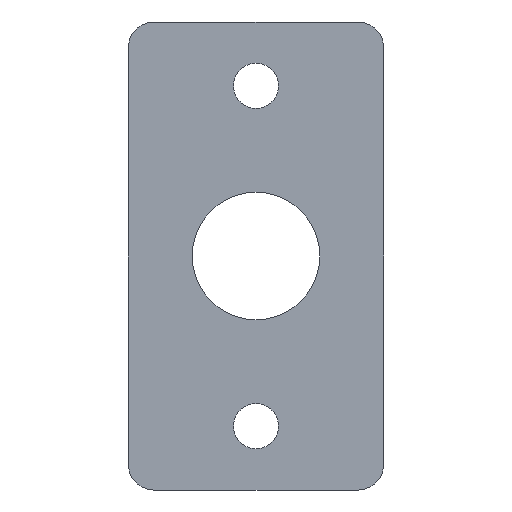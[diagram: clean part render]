
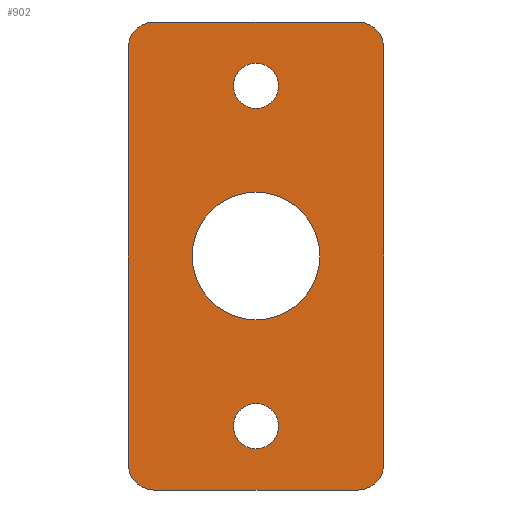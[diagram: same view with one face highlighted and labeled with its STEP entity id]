
A CAD part, front view. The second image highlights one B-rep face of the part: STEP entity #902.
In plain terms, the highlighted planar face has unit normal (0, -1, 0).
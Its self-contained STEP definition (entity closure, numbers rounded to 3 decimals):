
#2 = CIRCLE ( 'NONE', #1039, 2.65 ) ;
#13 = FACE_BOUND ( 'NONE', #395, .T. ) ;
#15 = AXIS2_PLACEMENT_3D ( 'NONE', #752, #1019, #1007 ) ;
#28 = DIRECTION ( 'NONE',  ( 0., 0., -1. ) ) ;
#39 = DIRECTION ( 'NONE',  ( 0., 0., -1. ) ) ;
#57 = CIRCLE ( 'NONE', #74, 7.5 ) ;
#65 = DIRECTION ( 'NONE',  ( 0., 1., 0. ) ) ;
#67 = EDGE_CURVE ( 'NONE', #275, #900, #414, .T. ) ;
#73 = EDGE_LOOP ( 'NONE', ( #1042, #739, #183, #1024, #410, #480, #216, #332 ) ) ;
#74 = AXIS2_PLACEMENT_3D ( 'NONE', #283, #856, #337 ) ;
#77 = VERTEX_POINT ( 'NONE', #541 ) ;
#83 = VERTEX_POINT ( 'NONE', #140 ) ;
#94 = DIRECTION ( 'NONE',  ( 0., 1., 0. ) ) ;
#100 = DIRECTION ( 'NONE',  ( 0., 0., -1. ) ) ;
#101 = VECTOR ( 'NONE', #100, 1000. ) ;
#118 = ORIENTED_EDGE ( 'NONE', *, *, #318, .T. ) ;
#122 = DIRECTION ( 'NONE',  ( 0., -1., 0. ) ) ;
#128 = DIRECTION ( 'NONE',  ( 0., 1., 0. ) ) ;
#136 = EDGE_CURVE ( 'NONE', #160, #83, #935, .T. ) ;
#140 = CARTESIAN_POINT ( 'NONE',  ( -12., 0., -27.5 ) ) ;
#148 = ORIENTED_EDGE ( 'NONE', *, *, #264, .T. ) ;
#153 = CARTESIAN_POINT ( 'NONE',  ( 0., 0., -17.35 ) ) ;
#158 = FACE_OUTER_BOUND ( 'NONE', #73, .T. ) ;
#160 = VERTEX_POINT ( 'NONE', #668 ) ;
#167 = EDGE_CURVE ( 'NONE', #189, #566, #912, .T. ) ;
#183 = ORIENTED_EDGE ( 'NONE', *, *, #167, .F. ) ;
#187 = VECTOR ( 'NONE', #928, 1000. ) ;
#189 = VERTEX_POINT ( 'NONE', #827 ) ;
#191 = EDGE_CURVE ( 'NONE', #891, #446, #466, .T. ) ;
#198 = VECTOR ( 'NONE', #995, 1000. ) ;
#214 = CARTESIAN_POINT ( 'NONE',  ( -15., 0., -27.5 ) ) ;
#216 = ORIENTED_EDGE ( 'NONE', *, *, #428, .F. ) ;
#220 = DIRECTION ( 'NONE',  ( 0., -1., 0. ) ) ;
#245 = CARTESIAN_POINT ( 'NONE',  ( 0., 0., 20. ) ) ;
#247 = EDGE_CURVE ( 'NONE', #77, #714, #57, .T. ) ;
#264 = EDGE_CURVE ( 'NONE', #714, #77, #763, .T. ) ;
#275 = VERTEX_POINT ( 'NONE', #508 ) ;
#283 = CARTESIAN_POINT ( 'NONE',  ( 0., 0., 0. ) ) ;
#284 = DIRECTION ( 'NONE',  ( 0., -1., 0. ) ) ;
#301 = DIRECTION ( 'NONE',  ( 0., 0., -1. ) ) ;
#306 = AXIS2_PLACEMENT_3D ( 'NONE', #522, #128, #28 ) ;
#313 = ORIENTED_EDGE ( 'NONE', *, *, #892, .T. ) ;
#318 = EDGE_CURVE ( 'NONE', #900, #275, #852, .T. ) ;
#321 = CARTESIAN_POINT ( 'NONE',  ( -15., 0., 24.5 ) ) ;
#326 = PLANE ( 'NONE',  #592 ) ;
#327 = AXIS2_PLACEMENT_3D ( 'NONE', #373, #220, #301 ) ;
#331 = AXIS2_PLACEMENT_3D ( 'NONE', #451, #923, #39 ) ;
#332 = ORIENTED_EDGE ( 'NONE', *, *, #136, .T. ) ;
#337 = DIRECTION ( 'NONE',  ( 0., 0., -1. ) ) ;
#338 = ORIENTED_EDGE ( 'NONE', *, *, #67, .T. ) ;
#373 = CARTESIAN_POINT ( 'NONE',  ( -12., 0., -24.5 ) ) ;
#381 = CARTESIAN_POINT ( 'NONE',  ( 0., 0., -20. ) ) ;
#395 = EDGE_LOOP ( 'NONE', ( #118, #338 ) ) ;
#402 = DIRECTION ( 'NONE',  ( 0., 0., -1. ) ) ;
#410 = ORIENTED_EDGE ( 'NONE', *, *, #450, .F. ) ;
#414 = CIRCLE ( 'NONE', #618, 2.65 ) ;
#428 = EDGE_CURVE ( 'NONE', #160, #816, #998, .T. ) ;
#439 = DIRECTION ( 'NONE',  ( 0., 0., -1. ) ) ;
#446 = VERTEX_POINT ( 'NONE', #532 ) ;
#450 = EDGE_CURVE ( 'NONE', #672, #987, #768, .T. ) ;
#451 = CARTESIAN_POINT ( 'NONE',  ( -12., 0., 24.5 ) ) ;
#466 = CIRCLE ( 'NONE', #15, 2.65 ) ;
#474 = DIRECTION ( 'NONE',  ( 0., -1., 0. ) ) ;
#480 = ORIENTED_EDGE ( 'NONE', *, *, #760, .T. ) ;
#489 = VERTEX_POINT ( 'NONE', #775 ) ;
#505 = CARTESIAN_POINT ( 'NONE',  ( 15., 0., -24.5 ) ) ;
#508 = CARTESIAN_POINT ( 'NONE',  ( 0., 0., -22.65 ) ) ;
#522 = CARTESIAN_POINT ( 'NONE',  ( 0., 0., 0. ) ) ;
#532 = CARTESIAN_POINT ( 'NONE',  ( 0., 0., 22.65 ) ) ;
#540 = EDGE_CURVE ( 'NONE', #189, #987, #645, .T. ) ;
#541 = CARTESIAN_POINT ( 'NONE',  ( 0., 0., -7.5 ) ) ;
#543 = AXIS2_PLACEMENT_3D ( 'NONE', #691, #122, #439 ) ;
#548 = EDGE_LOOP ( 'NONE', ( #313, #604 ) ) ;
#559 = FACE_BOUND ( 'NONE', #975, .T. ) ;
#566 = VERTEX_POINT ( 'NONE', #505 ) ;
#591 = CARTESIAN_POINT ( 'NONE',  ( 15., 0., 27.5 ) ) ;
#592 = AXIS2_PLACEMENT_3D ( 'NONE', #963, #474, #802 ) ;
#593 = VECTOR ( 'NONE', #689, 1000. ) ;
#604 = ORIENTED_EDGE ( 'NONE', *, *, #191, .T. ) ;
#605 = CARTESIAN_POINT ( 'NONE',  ( 15., 0., -27.5 ) ) ;
#618 = AXIS2_PLACEMENT_3D ( 'NONE', #381, #65, #792 ) ;
#645 = CIRCLE ( 'NONE', #745, 3. ) ;
#668 = CARTESIAN_POINT ( 'NONE',  ( -15., 0., -24.5 ) ) ;
#671 = LINE ( 'NONE', #765, #198 ) ;
#672 = VERTEX_POINT ( 'NONE', #853 ) ;
#674 = CARTESIAN_POINT ( 'NONE',  ( 12., 0., 24.5 ) ) ;
#683 = EDGE_CURVE ( 'NONE', #489, #566, #715, .T. ) ;
#689 = DIRECTION ( 'NONE',  ( 1., 0., 0. ) ) ;
#691 = CARTESIAN_POINT ( 'NONE',  ( 12., 0., -24.5 ) ) ;
#714 = VERTEX_POINT ( 'NONE', #1011 ) ;
#715 = CIRCLE ( 'NONE', #543, 3. ) ;
#721 = FACE_BOUND ( 'NONE', #548, .T. ) ;
#738 = AXIS2_PLACEMENT_3D ( 'NONE', #785, #870, #956 ) ;
#739 = ORIENTED_EDGE ( 'NONE', *, *, #683, .T. ) ;
#745 = AXIS2_PLACEMENT_3D ( 'NONE', #674, #284, #761 ) ;
#752 = CARTESIAN_POINT ( 'NONE',  ( 0., 0., 20. ) ) ;
#757 = CARTESIAN_POINT ( 'NONE',  ( 12., 0., 27.5 ) ) ;
#760 = EDGE_CURVE ( 'NONE', #672, #816, #896, .T. ) ;
#761 = DIRECTION ( 'NONE',  ( 0., 0., -1. ) ) ;
#763 = CIRCLE ( 'NONE', #306, 7.5 ) ;
#765 = CARTESIAN_POINT ( 'NONE',  ( 15., 0., -27.5 ) ) ;
#768 = LINE ( 'NONE', #591, #593 ) ;
#775 = CARTESIAN_POINT ( 'NONE',  ( 12., 0., -27.5 ) ) ;
#785 = CARTESIAN_POINT ( 'NONE',  ( 0., 0., -20. ) ) ;
#792 = DIRECTION ( 'NONE',  ( 0., 0., -1. ) ) ;
#802 = DIRECTION ( 'NONE',  ( 0., 0., -1. ) ) ;
#816 = VERTEX_POINT ( 'NONE', #321 ) ;
#825 = ORIENTED_EDGE ( 'NONE', *, *, #247, .T. ) ;
#827 = CARTESIAN_POINT ( 'NONE',  ( 15., 0., 24.5 ) ) ;
#852 = CIRCLE ( 'NONE', #738, 2.65 ) ;
#853 = CARTESIAN_POINT ( 'NONE',  ( -12., 0., 27.5 ) ) ;
#856 = DIRECTION ( 'NONE',  ( 0., 1., 0. ) ) ;
#870 = DIRECTION ( 'NONE',  ( 0., 1., 0. ) ) ;
#891 = VERTEX_POINT ( 'NONE', #977 ) ;
#892 = EDGE_CURVE ( 'NONE', #446, #891, #2, .T. ) ;
#896 = CIRCLE ( 'NONE', #331, 3. ) ;
#900 = VERTEX_POINT ( 'NONE', #153 ) ;
#902 = ADVANCED_FACE ( 'NONE', ( #721, #13, #559, #158 ), #326, .T. ) ;
#912 = LINE ( 'NONE', #605, #101 ) ;
#923 = DIRECTION ( 'NONE',  ( 0., -1., 0. ) ) ;
#928 = DIRECTION ( 'NONE',  ( 0., 0., 1. ) ) ;
#935 = CIRCLE ( 'NONE', #327, 3. ) ;
#956 = DIRECTION ( 'NONE',  ( 0., 0., -1. ) ) ;
#963 = CARTESIAN_POINT ( 'NONE',  ( 0., 0., 0. ) ) ;
#975 = EDGE_LOOP ( 'NONE', ( #148, #825 ) ) ;
#977 = CARTESIAN_POINT ( 'NONE',  ( 0., 0., 17.35 ) ) ;
#979 = EDGE_CURVE ( 'NONE', #489, #83, #671, .T. ) ;
#987 = VERTEX_POINT ( 'NONE', #757 ) ;
#995 = DIRECTION ( 'NONE',  ( -1., 0., 0. ) ) ;
#998 = LINE ( 'NONE', #214, #187 ) ;
#1007 = DIRECTION ( 'NONE',  ( 0., 0., -1. ) ) ;
#1011 = CARTESIAN_POINT ( 'NONE',  ( 0., 0., 7.5 ) ) ;
#1019 = DIRECTION ( 'NONE',  ( 0., 1., 0. ) ) ;
#1024 = ORIENTED_EDGE ( 'NONE', *, *, #540, .T. ) ;
#1039 = AXIS2_PLACEMENT_3D ( 'NONE', #245, #94, #402 ) ;
#1042 = ORIENTED_EDGE ( 'NONE', *, *, #979, .F. ) ;
